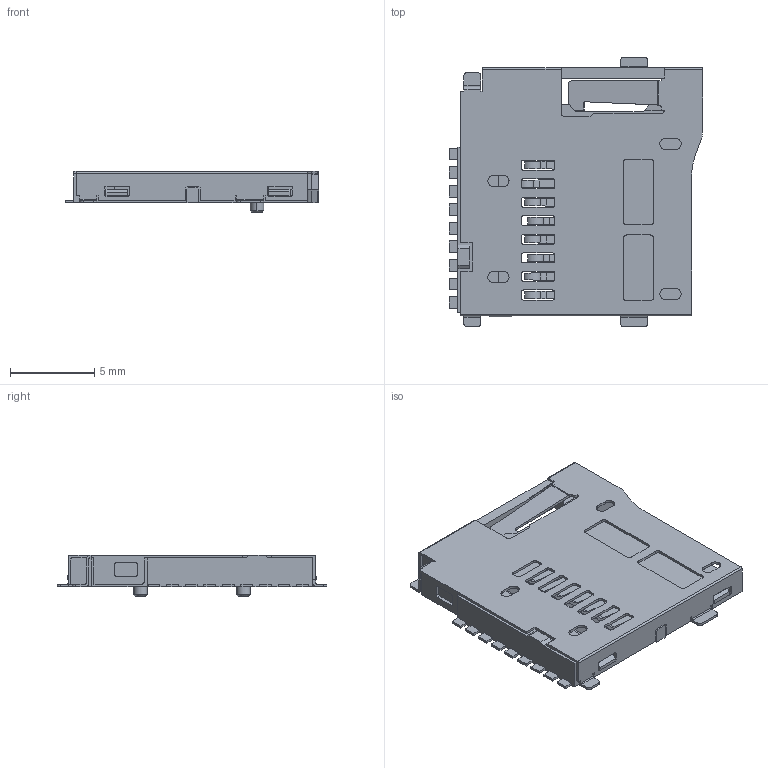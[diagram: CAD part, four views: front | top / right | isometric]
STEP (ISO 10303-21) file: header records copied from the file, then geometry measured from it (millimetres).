
FILE_DESCRIPTION(('FreeCAD Model'),'2;1');
FILE_NAME('micro_sd.step','2018-03-08T16:31:17',(''),(''), 'Open CASCADE STEP processor 6.8','FreeCAD','Unknown');
FILE_SCHEMA(('AUTOMOTIVE_DESIGN_CC2 { 1 2 10303 214 -1 1 5 4 }'));
Length unit declared in the file: millimetre
Products named in the file (2): ASSEMBLY; micro_sd
Assembly tree (1 placements, depth 2):
  ASSEMBLY
    micro_sd
Bounding box: 15 x 16 x 2.44 mm (x, y, z)
Volume: 217.1 mm3; surface area: 854.9 mm2
Topology: 1 solids, 1 shells, 553 faces, 1610 edges, 1064 vertices
Faces by surface type: plane 394, cylinder 155, cone 4
Entity records: 18493 total; most frequent: CARTESIAN_POINT 3613, ORIENTED_EDGE 3220, DIRECTION 2906, EDGE_CURVE 1610, LINE 1296, VECTOR 1296, VERTEX_POINT 1064, AXIS2_PLACEMENT_3D 805
